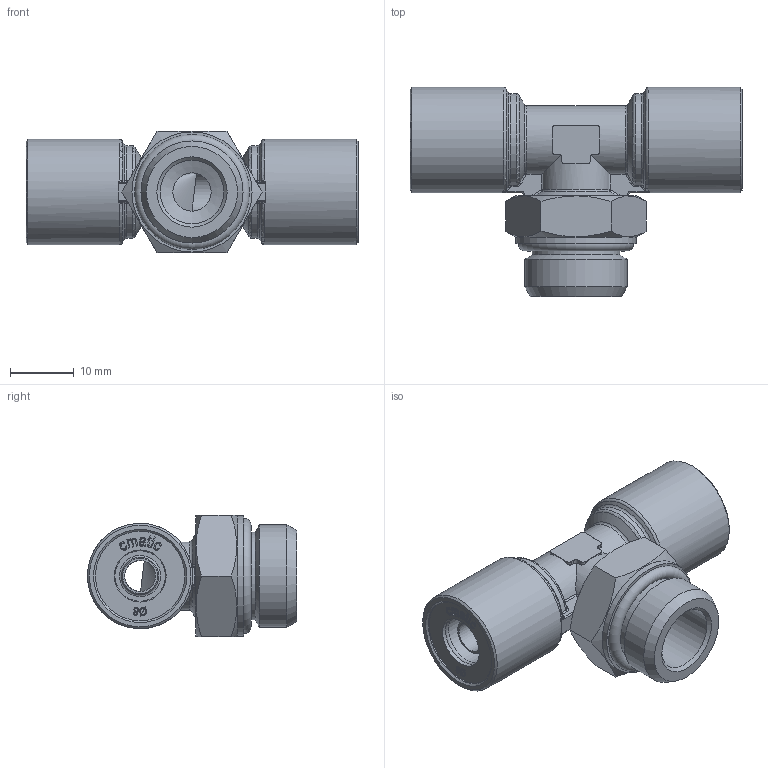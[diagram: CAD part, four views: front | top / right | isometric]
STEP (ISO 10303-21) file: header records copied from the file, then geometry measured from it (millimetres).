
FILE_DESCRIPTION(( 'MAF.21.08.M16X1.5.stp' ), '1');
FILE_NAME( 'MAF.21.08.M16X1.5.stp', '2021-02-19T15:26:47',( 'Sopra'),('sopra-pneumatic.com'), 'SwSTEP 2.0','SolidWorks 2009','' );
FILE_SCHEMA( ( 'CONFIG_CONTROL_DESIGN' ) );
Length unit declared in the file: millimetre
Products named in the file (1): Rivoluzione2
Bounding box: 52 x 32.75 x 19 mm (x, y, z)
Volume: 9751.6 mm3; surface area: 7352.5 mm2
Topology: 1 solids, 1 shells, 474 faces, 1230 edges, 796 vertices
Faces by surface type: bspline 192, plane 174, cylinder 69, cone 20, torus 19
Full cylindrical faces by diameter (mm): 4.85 x2, 5.85 x2, 6 x2, 8.15 x4, 10 x1, 13.7 x1, 14 x2, 16 x1, 16.5 x2, 18.8 x1
Entity records: 22418 total; most frequent: CARTESIAN_POINT 12340, ORIENTED_EDGE 2360, DIRECTION 1496, EDGE_CURVE 1180, VERTEX_POINT 785, LINE 562, VECTOR 562, EDGE_LOOP 554
